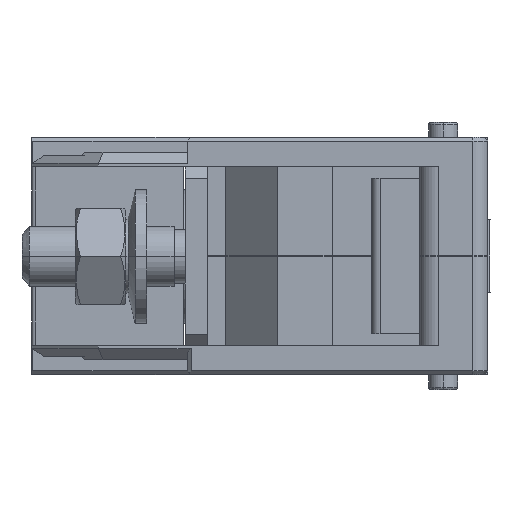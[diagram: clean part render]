
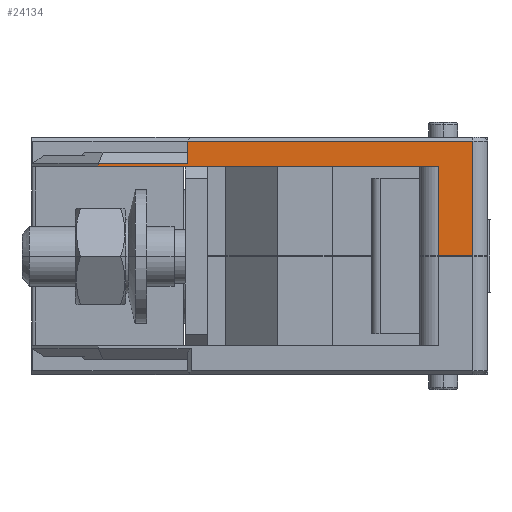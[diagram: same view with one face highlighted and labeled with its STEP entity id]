
A CAD part, left-side view. The second image highlights one B-rep face of the part: STEP entity #24134.
In plain terms, the highlighted planar face has unit normal (-1, 0, 0).
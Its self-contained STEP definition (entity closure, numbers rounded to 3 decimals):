
#5654=DIRECTION('',(0.,1.,0.));
#5655=VECTOR('',#5654,4.7);
#5656=CARTESIAN_POINT('',(-66.25,2.,16.05));
#5657=LINE('',#5656,#5655);
#5658=DIRECTION('',(0.,0.,1.));
#5659=VECTOR('',#5658,12.05);
#5660=CARTESIAN_POINT('',(-66.25,6.7,16.05));
#5661=LINE('',#5660,#5659);
#5662=DIRECTION('',(0.,1.,0.));
#5663=VECTOR('',#5662,45.8);
#5664=CARTESIAN_POINT('',(-66.25,6.7,28.1));
#5665=LINE('',#5664,#5663);
#5670=DIRECTION('',(0.,1.,0.));
#5671=VECTOR('',#5670,38.5);
#5672=CARTESIAN_POINT('',(-66.25,2.,31.5));
#5673=LINE('',#5672,#5671);
#5711=DIRECTION('',(0.,0.,1.));
#5712=VECTOR('',#5711,15.45);
#5713=CARTESIAN_POINT('',(-66.25,2.,16.05));
#5714=LINE('',#5713,#5712);
#6072=DIRECTION('',(0.,0.,-1.));
#6073=VECTOR('',#6072,3.);
#6074=CARTESIAN_POINT('',(-66.25,40.5,31.5));
#6075=LINE('',#6074,#6073);
#6080=DIRECTION('',(0.,1.,0.));
#6081=VECTOR('',#6080,12.);
#6082=CARTESIAN_POINT('',(-66.25,40.5,28.5));
#6083=LINE('',#6082,#6081);
#6128=DIRECTION('',(0.,0.,-1.));
#6129=VECTOR('',#6128,0.4);
#6130=CARTESIAN_POINT('',(-66.25,52.5,28.5));
#6131=LINE('',#6130,#6129);
#15073=CARTESIAN_POINT('',(-66.25,6.7,28.1));
#15075=VERTEX_POINT('',#15073);
#15103=CARTESIAN_POINT('',(-66.25,52.5,28.1));
#15104=VERTEX_POINT('',#15103);
#15185=CARTESIAN_POINT('',(-66.25,6.7,16.05));
#15186=VERTEX_POINT('',#15185);
#15187=CARTESIAN_POINT('',(-66.25,2.,16.05));
#15188=VERTEX_POINT('',#15187);
#15665=CARTESIAN_POINT('',(-66.25,2.,
31.5));
#15666=CARTESIAN_POINT('',(-66.25,40.5,31.5));
#15667=VERTEX_POINT('',#15665);
#15668=VERTEX_POINT('',#15666);
#15669=CARTESIAN_POINT('',(-66.25,52.5,28.5));
#15670=VERTEX_POINT('',#15669);
#15671=CARTESIAN_POINT('',(-66.25,40.5,28.5));
#15672=VERTEX_POINT('',#15671);
#24113=CARTESIAN_POINT('',(-66.25,27.25,23.775));
#24114=DIRECTION('',(1.,0.,0.));
#24115=DIRECTION('',(0.,1.,0.));
#24116=AXIS2_PLACEMENT_3D('',#24113,#24114,#24115);
#24117=PLANE('',#24116);
#24119=ORIENTED_EDGE('',*,*,#24118,.F.);
#24121=ORIENTED_EDGE('',*,*,#24120,.F.);
#24123=ORIENTED_EDGE('',*,*,#24122,.T.);
#24124=ORIENTED_EDGE('',*,*,#24104,.T.);
#24125=ORIENTED_EDGE('',*,*,#24093,.T.);
#24127=ORIENTED_EDGE('',*,*,#24126,.F.);
#24129=ORIENTED_EDGE('',*,*,#24128,.F.);
#24131=ORIENTED_EDGE('',*,*,#24130,.F.);
#24132=EDGE_LOOP('',(#24119,#24121,#24123,#24124,#24125,#24127,#24129,#24131));
#24133=FACE_OUTER_BOUND('',#24132,.F.);
#24134=ADVANCED_FACE('',(#24133),#24117,.F.);
#24093=EDGE_CURVE('',#15075,#15104,#5665,.T.);
#24104=EDGE_CURVE('',#15186,#15075,#5661,.T.);
#24118=EDGE_CURVE('',#15667,#15668,#5673,.T.);
#24120=EDGE_CURVE('',#15188,#15667,#5714,.T.);
#24122=EDGE_CURVE('',#15188,#15186,#5657,.T.);
#24126=EDGE_CURVE('',#15670,#15104,#6131,.T.);
#24128=EDGE_CURVE('',#15672,#15670,#6083,.T.);
#24130=EDGE_CURVE('',#15668,#15672,#6075,.T.);
